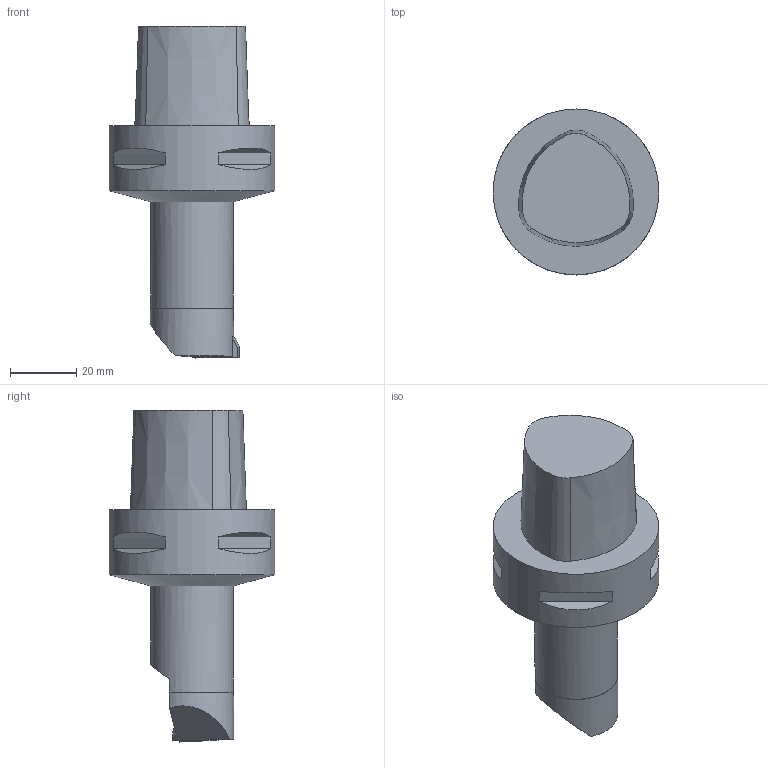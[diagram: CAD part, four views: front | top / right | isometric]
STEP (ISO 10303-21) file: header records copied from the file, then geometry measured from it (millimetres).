
FILE_DESCRIPTION(/* description */ (''),/* implementation_level */ '2;1');
FILE_NAME(/* name */ 'C5-CNL-17070-16HD.stp',/* time_stamp */ '2018-02-15T16:14:25+06:00',/* author */ (''),/* organization */ (''),/* preprocessor_version */ 'ST-DEVELOPER v16',/* originating_system */ 'SIEMENS PLM Software NX 11.0',/* authorisation */ '');
FILE_SCHEMA (('AUTOMOTIVE_DESIGN { 1 0 10303 214 3 1 1 1 }'));
Length unit declared in the file: millimetre
Products named in the file (1): inpuC2A8b8mr
Bounding box: 50 x 50 x 100.06 mm (x, y, z)
Volume: 87510.3 mm3; surface area: 16114.7 mm2
Topology: 4 solids, 4 shells, 55 faces, 128 edges, 85 vertices
Faces by surface type: plane 39, cylinder 8, cone 8
Full cylindrical faces by diameter (mm): 2.99 x1, 25 x1, 50 x1
Entity records: 1623 total; most frequent: DIRECTION 287, CARTESIAN_POINT 264, ORIENTED_EDGE 244, EDGE_CURVE 122, AXIS2_PLACEMENT_3D 106, VERTEX_POINT 83, LINE 75, VECTOR 75
